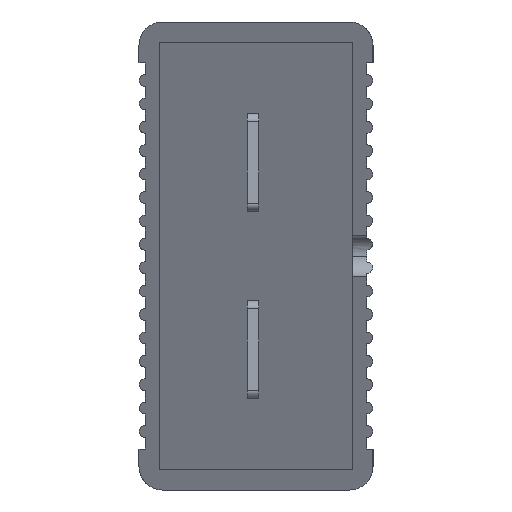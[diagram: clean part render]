
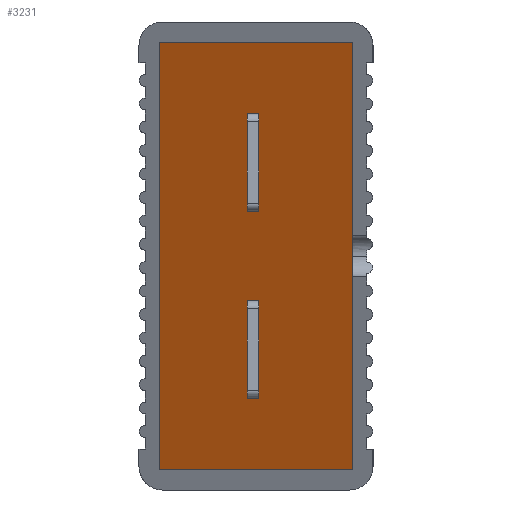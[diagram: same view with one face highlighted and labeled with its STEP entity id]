
A CAD part, left-side view. The second image highlights one B-rep face of the part: STEP entity #3231.
In plain terms, the highlighted planar face has unit normal (-0.832, 0.555, 0).
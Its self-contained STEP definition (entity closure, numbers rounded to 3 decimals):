
#3153=CARTESIAN_POINT('',(-131.206,27.4,-27.4));
#3154=VERTEX_POINT('',#3153);
#3162=CARTESIAN_POINT('',(-147.739,2.6,-27.4));
#3163=VERTEX_POINT('',#3162);
#3170=CARTESIAN_POINT('',(-131.206,27.4,-27.4));
#3171=DIRECTION('',(-0.555,-0.832,0.));
#3172=VECTOR('',#3171,29.806);
#3173=LINE('',#3170,#3172);
#3174=EDGE_CURVE('',#3154,#3163,#3173,.T.);
#3201=CARTESIAN_POINT('',(-131.206,27.4,-27.4));
#3202=DIRECTION('',(-0.832,0.555,0.));
#3203=DIRECTION('',(-0.555,-0.832,0.));
#3204=AXIS2_PLACEMENT_3D('',#3201,#3202,#3203);
#3205=PLANE('',#3204);
#3206=CARTESIAN_POINT('',(-147.739,2.6,27.4));
#3207=VERTEX_POINT('',#3206);
#3208=CARTESIAN_POINT('',(-147.739,2.6,-27.4));
#3209=DIRECTION('',(0.,0.,1.));
#3210=VECTOR('',#3209,54.8);
#3211=LINE('',#3208,#3210);
#3212=EDGE_CURVE('',#3163,#3207,#3211,.T.);
#3213=ORIENTED_EDGE('',*,*,#3212,.T.);
#3214=CARTESIAN_POINT('',(-131.206,27.4,27.4));
#3215=VERTEX_POINT('',#3214);
#3216=CARTESIAN_POINT('',(-131.206,27.4,27.4));
#3217=DIRECTION('',(-0.555,-0.832,0.));
#3218=VECTOR('',#3217,29.806);
#3219=LINE('',#3216,#3218);
#3220=EDGE_CURVE('',#3215,#3207,#3219,.T.);
#3221=ORIENTED_EDGE('',*,*,#3220,.F.);
#3222=CARTESIAN_POINT('',(-131.206,27.4,-27.4));
#3223=DIRECTION('',(0.,0.,1.));
#3224=VECTOR('',#3223,54.8);
#3225=LINE('',#3222,#3224);
#3226=EDGE_CURVE('',#3154,#3215,#3225,.T.);
#3227=ORIENTED_EDGE('',*,*,#3226,.F.);
#3228=ORIENTED_EDGE('',*,*,#3174,.T.);
#3229=EDGE_LOOP('',(#3213,#3221,#3227,#3228));
#3230=FACE_BOUND('',#3229,.T.);
#3231=ADVANCED_FACE('',(#3230),#3205,.T.);
